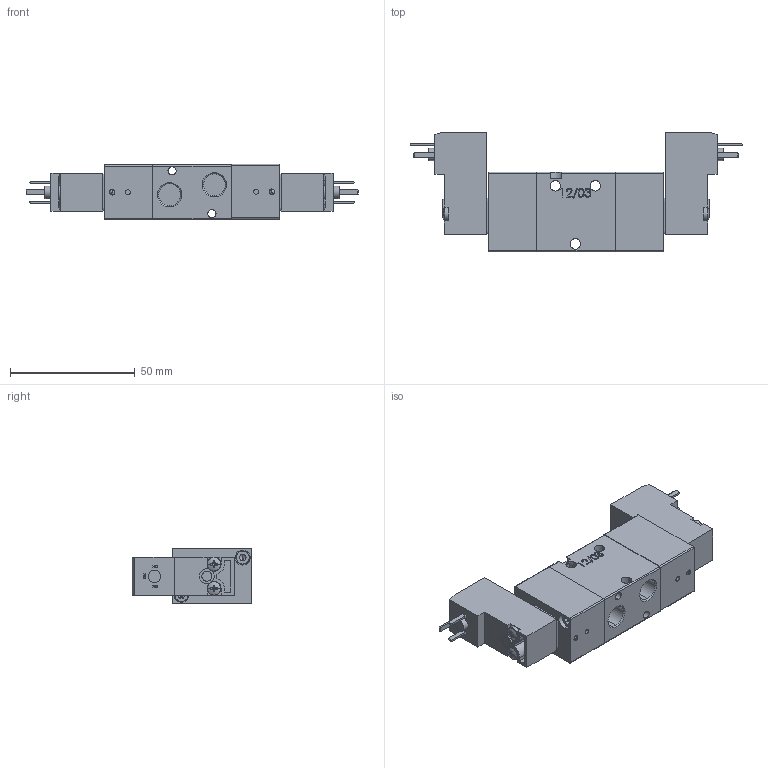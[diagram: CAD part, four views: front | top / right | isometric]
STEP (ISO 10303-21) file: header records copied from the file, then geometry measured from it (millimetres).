
FILE_DESCRIPTION (( 'STEP AP214' ), '1' );
FILE_NAME ('00_198_4.STEP', '2015-12-18T16:27:31', ( '' ), ( '' ), 'SwSTEP 2.0', 'SolidWorks 2015', '' );
FILE_SCHEMA (( 'AUTOMOTIVE_DESIGN' ));
Length unit declared in the file: millimetre
Products named in the file (1): 00_198_4
Bounding box: 133.3 x 48.1 x 22.23 mm (x, y, z)
Volume: 69661.4 mm3; surface area: 23636.2 mm2
Topology: 11 solids, 11 shells, 634 faces, 1546 edges, 964 vertices
Faces by surface type: plane 362, cylinder 121, cone 66, bspline 49, torus 24, sphere 12
Entity records: 23548 total; most frequent: CARTESIAN_POINT 6932, ORIENTED_EDGE 3040, DIRECTION 3018, EDGE_CURVE 1520, AXIS2_PLACEMENT_3D 1074, VERTEX_POINT 958, LINE 870, VECTOR 870
